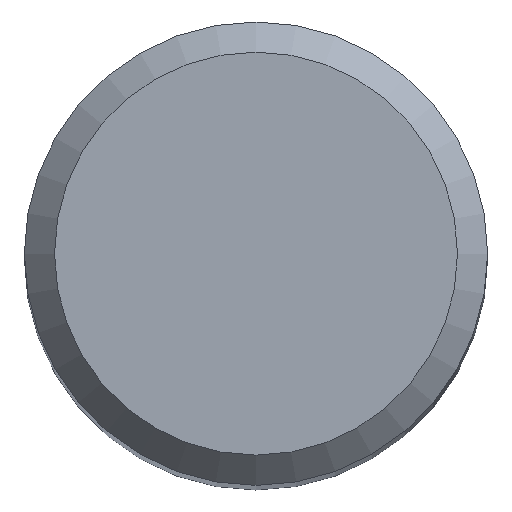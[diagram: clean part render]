
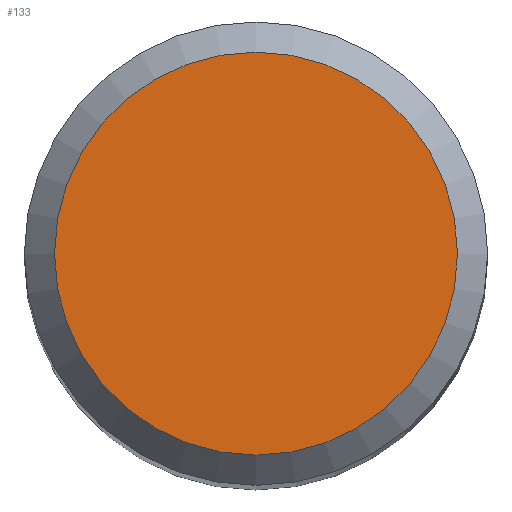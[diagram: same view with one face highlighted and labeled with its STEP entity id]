
A CAD part, top view. The second image highlights one B-rep face of the part: STEP entity #133.
In plain terms, the highlighted planar face has unit normal (0, 0, 1).
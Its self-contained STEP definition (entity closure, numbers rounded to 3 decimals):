
#120=PLANE('',#428);
#122=FACE_OUTER_BOUND('',#198,.T.);
#133=ADVANCED_FACE('',(#122),#120,.T.);
#198=EDGE_LOOP('',(#238));
#238=ORIENTED_EDGE('',*,*,#296,.T.);
#276=VERTEX_POINT('',#563);
#296=EDGE_CURVE('',#276,#276,#316,.T.);
#316=CIRCLE('',#427,10.925);
#427=AXIS2_PLACEMENT_3D('',#562,#482,#483);
#428=AXIS2_PLACEMENT_3D('',#564,#484,#485);
#482=DIRECTION('',(0.,0.,1.));
#483=DIRECTION('',(1.,0.,0.));
#484=DIRECTION('',(0.,0.,1.));
#485=DIRECTION('',(1.,0.,0.));
#562=CARTESIAN_POINT('',(0.,0.,0.));
#563=CARTESIAN_POINT('',(10.925,0.,0.));
#564=CARTESIAN_POINT('',(0.,0.,0.));
